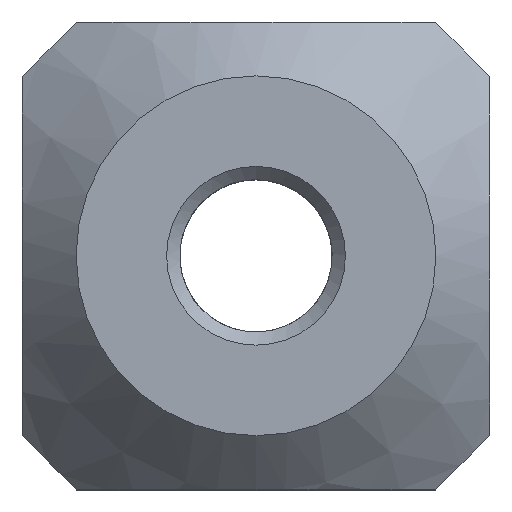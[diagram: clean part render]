
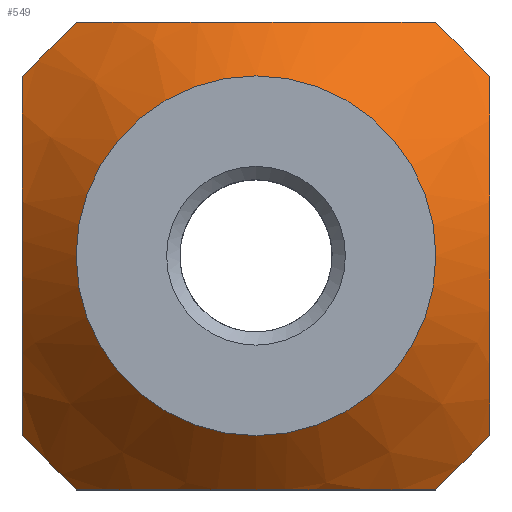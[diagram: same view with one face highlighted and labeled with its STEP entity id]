
A CAD part, top view. The second image highlights one B-rep face of the part: STEP entity #549.
In plain terms, the highlighted conical face has half-angle 45 degrees and reference radius 5.25 mm.
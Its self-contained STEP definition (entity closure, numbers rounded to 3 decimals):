
#17=(
BOUNDED_CURVE()
B_SPLINE_CURVE(2,(#1919,#1920,#1921),.UNSPECIFIED.,.F.,.F.)
B_SPLINE_CURVE_WITH_KNOTS((3,3),(-1.072,-0.381),
 .UNSPECIFIED.)
CURVE()
GEOMETRIC_REPRESENTATION_ITEM()
RATIONAL_B_SPLINE_CURVE((1.385,1.385,1.225))
REPRESENTATION_ITEM('')
);
#18=(
BOUNDED_CURVE()
B_SPLINE_CURVE(2,(#1926,#1927,#1928),.UNSPECIFIED.,.F.,.F.)
B_SPLINE_CURVE_WITH_KNOTS((3,3),(-1.764,-1.072),
 .UNSPECIFIED.)
CURVE()
GEOMETRIC_REPRESENTATION_ITEM()
RATIONAL_B_SPLINE_CURVE((1.225,1.385,1.385))
REPRESENTATION_ITEM('')
);
#19=(
BOUNDED_CURVE()
B_SPLINE_CURVE(2,(#1930,#1931,#1932),.UNSPECIFIED.,.F.,.F.)
B_SPLINE_CURVE_WITH_KNOTS((3,3),(3.258,5.581),
 .UNSPECIFIED.)
CURVE()
GEOMETRIC_REPRESENTATION_ITEM()
RATIONAL_B_SPLINE_CURVE((1.061,1.07,1.061))
REPRESENTATION_ITEM('')
);
#20=(
BOUNDED_CURVE()
B_SPLINE_CURVE(2,(#1934,#1935,#1936),.UNSPECIFIED.,.F.,.F.)
B_SPLINE_CURVE_WITH_KNOTS((3,3),(2.741,15.589),
 .UNSPECIFIED.)
CURVE()
GEOMETRIC_REPRESENTATION_ITEM()
RATIONAL_B_SPLINE_CURVE((1.157,1.459,1.157))
REPRESENTATION_ITEM('')
);
#21=(
BOUNDED_CURVE()
B_SPLINE_CURVE(2,(#1938,#1939,#1940),.UNSPECIFIED.,.F.,.F.)
B_SPLINE_CURVE_WITH_KNOTS((3,3),(3.258,5.581),
 .UNSPECIFIED.)
CURVE()
GEOMETRIC_REPRESENTATION_ITEM()
RATIONAL_B_SPLINE_CURVE((1.061,1.07,1.061))
REPRESENTATION_ITEM('')
);
#22=(
BOUNDED_CURVE()
B_SPLINE_CURVE(2,(#1942,#1943,#1944),.UNSPECIFIED.,.F.,.F.)
B_SPLINE_CURVE_WITH_KNOTS((3,3),(0.381,1.764),
 .UNSPECIFIED.)
CURVE()
GEOMETRIC_REPRESENTATION_ITEM()
RATIONAL_B_SPLINE_CURVE((1.225,1.545,1.225))
REPRESENTATION_ITEM('')
);
#23=(
BOUNDED_CURVE()
B_SPLINE_CURVE(2,(#1946,#1947,#1948),.UNSPECIFIED.,.F.,.F.)
B_SPLINE_CURVE_WITH_KNOTS((3,3),(3.258,5.581),
 .UNSPECIFIED.)
CURVE()
GEOMETRIC_REPRESENTATION_ITEM()
RATIONAL_B_SPLINE_CURVE((1.061,1.07,1.061))
REPRESENTATION_ITEM('')
);
#24=(
BOUNDED_CURVE()
B_SPLINE_CURVE(2,(#1950,#1951,#1952),.UNSPECIFIED.,.F.,.F.)
B_SPLINE_CURVE_WITH_KNOTS((3,3),(2.741,15.589),
 .UNSPECIFIED.)
CURVE()
GEOMETRIC_REPRESENTATION_ITEM()
RATIONAL_B_SPLINE_CURVE((1.157,1.459,1.157))
REPRESENTATION_ITEM('')
);
#25=(
BOUNDED_CURVE()
B_SPLINE_CURVE(2,(#1953,#1954,#1955),.UNSPECIFIED.,.F.,.F.)
B_SPLINE_CURVE_WITH_KNOTS((3,3),(3.258,5.581),
 .UNSPECIFIED.)
CURVE()
GEOMETRIC_REPRESENTATION_ITEM()
RATIONAL_B_SPLINE_CURVE((1.061,1.07,1.061))
REPRESENTATION_ITEM('')
);
#28=CONICAL_SURFACE('',#602,5.25,0.785);
#63=FACE_OUTER_BOUND('',#94,.T.);
#94=EDGE_LOOP('',(#459,#460,#461,#462,#463,#464,#465,#466,#467,#468,#469,
#470));
#117=CIRCLE('',#603,5.);
#164=LINE('',#1923,#195);
#195=VECTOR('',#688,5.25);
#248=VERTEX_POINT('',#1917);
#249=VERTEX_POINT('',#1918);
#250=VERTEX_POINT('',#1922);
#251=VERTEX_POINT('',#1925);
#252=VERTEX_POINT('',#1929);
#253=VERTEX_POINT('',#1933);
#254=VERTEX_POINT('',#1937);
#255=VERTEX_POINT('',#1941);
#256=VERTEX_POINT('',#1945);
#257=VERTEX_POINT('',#1949);
#322=EDGE_CURVE('',#248,#249,#17,.F.);
#323=EDGE_CURVE('',#249,#250,#164,.T.);
#324=EDGE_CURVE('',#250,#250,#117,.T.);
#325=EDGE_CURVE('',#249,#251,#18,.F.);
#326=EDGE_CURVE('',#251,#252,#19,.T.);
#327=EDGE_CURVE('',#252,#253,#20,.T.);
#328=EDGE_CURVE('',#253,#254,#21,.T.);
#329=EDGE_CURVE('',#254,#255,#22,.T.);
#330=EDGE_CURVE('',#255,#256,#23,.T.);
#331=EDGE_CURVE('',#256,#257,#24,.T.);
#332=EDGE_CURVE('',#257,#248,#25,.T.);
#459=ORIENTED_EDGE('',*,*,#322,.T.);
#460=ORIENTED_EDGE('',*,*,#323,.T.);
#461=ORIENTED_EDGE('',*,*,#324,.T.);
#462=ORIENTED_EDGE('',*,*,#323,.F.);
#463=ORIENTED_EDGE('',*,*,#325,.T.);
#464=ORIENTED_EDGE('',*,*,#326,.T.);
#465=ORIENTED_EDGE('',*,*,#327,.T.);
#466=ORIENTED_EDGE('',*,*,#328,.T.);
#467=ORIENTED_EDGE('',*,*,#329,.T.);
#468=ORIENTED_EDGE('',*,*,#330,.T.);
#469=ORIENTED_EDGE('',*,*,#331,.T.);
#470=ORIENTED_EDGE('',*,*,#332,.T.);
#549=ADVANCED_FACE('',(#63),#28,.T.);
#602=AXIS2_PLACEMENT_3D('',#1916,#686,#687);
#603=AXIS2_PLACEMENT_3D('',#1924,#689,#690);
#686=DIRECTION('center_axis',(0.,0.,-1.));
#687=DIRECTION('ref_axis',(0.,1.,0.));
#688=DIRECTION('',(0.,0.707,0.707));
#689=DIRECTION('center_axis',(0.,0.,-1.));
#690=DIRECTION('ref_axis',(0.,1.,0.));
#1916=CARTESIAN_POINT('Origin',(0.,0.,5.25));
#1917=CARTESIAN_POINT('',(-4.998,-6.5,2.301));
#1918=CARTESIAN_POINT('',(0.,-6.5,4.));
#1919=CARTESIAN_POINT('Ctrl Pts',(0.,-6.5,4.));
#1920=CARTESIAN_POINT('Ctrl Pts',(-2.21,-6.5,4.));
#1921=CARTESIAN_POINT('Ctrl Pts',(-4.998,-6.5,2.301));
#1922=CARTESIAN_POINT('',(0.,-5.,5.5));
#1923=CARTESIAN_POINT('',(0.,-5.25,5.25));
#1924=CARTESIAN_POINT('Origin',(0.,0.,5.5));
#1925=CARTESIAN_POINT('',(4.998,-6.5,2.301));
#1926=CARTESIAN_POINT('Ctrl Pts',(4.998,-6.5,2.301));
#1927=CARTESIAN_POINT('Ctrl Pts',(2.21,-6.5,4.));
#1928=CARTESIAN_POINT('Ctrl Pts',(0.,-6.5,4.));
#1929=CARTESIAN_POINT('',(6.5,-4.998,2.301));
#1930=CARTESIAN_POINT('Ctrl Pts',(4.998,-6.5,2.301));
#1931=CARTESIAN_POINT('Ctrl Pts',(5.749,-5.749,2.439));
#1932=CARTESIAN_POINT('Ctrl Pts',(6.5,-4.998,2.301));
#1933=CARTESIAN_POINT('',(6.5,4.998,2.301));
#1934=CARTESIAN_POINT('Ctrl Pts',(6.5,-4.998,2.301));
#1935=CARTESIAN_POINT('Ctrl Pts',(6.5,0.,5.347));
#1936=CARTESIAN_POINT('Ctrl Pts',(6.5,4.998,2.301));
#1937=CARTESIAN_POINT('',(4.998,6.5,2.301));
#1938=CARTESIAN_POINT('Ctrl Pts',(6.5,4.998,2.301));
#1939=CARTESIAN_POINT('Ctrl Pts',(5.749,5.749,2.439));
#1940=CARTESIAN_POINT('Ctrl Pts',(4.998,6.5,2.301));
#1941=CARTESIAN_POINT('',(-4.998,6.5,2.301));
#1942=CARTESIAN_POINT('Ctrl Pts',(4.998,6.5,2.301));
#1943=CARTESIAN_POINT('Ctrl Pts',(0.,6.5,5.347));
#1944=CARTESIAN_POINT('Ctrl Pts',(-4.998,6.5,2.301));
#1945=CARTESIAN_POINT('',(-6.5,4.998,2.301));
#1946=CARTESIAN_POINT('Ctrl Pts',(-4.998,6.5,2.301));
#1947=CARTESIAN_POINT('Ctrl Pts',(-5.749,5.749,2.439));
#1948=CARTESIAN_POINT('Ctrl Pts',(-6.5,4.998,2.301));
#1949=CARTESIAN_POINT('',(-6.5,-4.998,2.301));
#1950=CARTESIAN_POINT('Ctrl Pts',(-6.5,4.998,2.301));
#1951=CARTESIAN_POINT('Ctrl Pts',(-6.5,0.,5.347));
#1952=CARTESIAN_POINT('Ctrl Pts',(-6.5,-4.998,2.301));
#1953=CARTESIAN_POINT('Ctrl Pts',(-6.5,-4.998,2.301));
#1954=CARTESIAN_POINT('Ctrl Pts',(-5.749,-5.749,2.439));
#1955=CARTESIAN_POINT('Ctrl Pts',(-4.998,-6.5,2.301));
